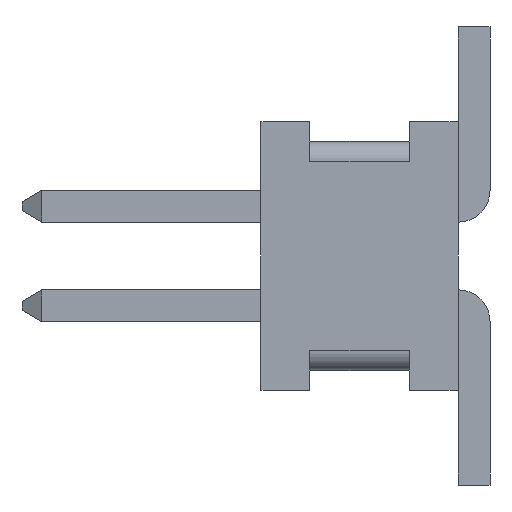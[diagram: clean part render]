
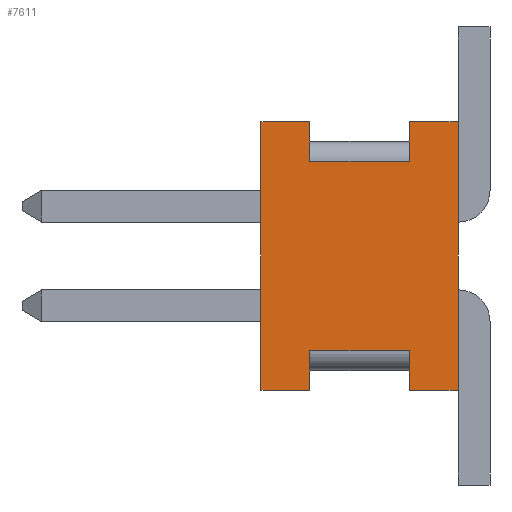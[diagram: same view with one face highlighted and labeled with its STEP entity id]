
A CAD part, left-side view. The second image highlights one B-rep face of the part: STEP entity #7611.
In plain terms, the highlighted planar face has unit normal (-1, 0, 0).
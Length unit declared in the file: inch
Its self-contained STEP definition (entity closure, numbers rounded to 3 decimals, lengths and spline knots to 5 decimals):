
#151 = CARTESIAN_POINT ( 'NONE',  ( -0.175, 0.0745, 0.0675 ) ) ;
#169 = EDGE_CURVE ( 'NONE', #8648, #5207, #6856, .T. ) ;
#230 = VERTEX_POINT ( 'NONE', #8152 ) ;
#301 = CARTESIAN_POINT ( 'NONE',  ( -0.175, 0.0745, -0.0675 ) ) ;
#983 = EDGE_CURVE ( 'NONE', #8648, #1889, #4992, .T. ) ;
#1053 = EDGE_CURVE ( 'NONE', #16849, #1960, #2906, .T. ) ;
#1161 = CARTESIAN_POINT ( 'NONE',  ( -0.175, 0.099, 0.0675 ) ) ;
#1411 = CARTESIAN_POINT ( 'NONE',  ( -0.175, 0.099, -0.0675 ) ) ;
#1628 = ORIENTED_EDGE ( 'NONE', *, *, #11132, .T. ) ;
#1889 = VERTEX_POINT ( 'NONE', #15412 ) ;
#1960 = VERTEX_POINT ( 'NONE', #14151 ) ;
#2034 = VECTOR ( 'NONE', #10510, 39.37008 ) ;
#2091 = CARTESIAN_POINT ( 'NONE',  ( -0.175, 0.0745, -0.0475 ) ) ;
#2275 = CARTESIAN_POINT ( 'NONE',  ( -0.175, 0., 0.0675 ) ) ;
#2906 = LINE ( 'NONE', #5914, #5816 ) ;
#3217 = DIRECTION ( 'NONE',  ( 0., 0., 1. ) ) ;
#3218 = VECTOR ( 'NONE', #8927, 39.37008 ) ;
#4093 = DIRECTION ( 'NONE',  ( 0., -1., 0. ) ) ;
#4190 = CARTESIAN_POINT ( 'NONE',  ( -0.175, 0.099, -0.0675 ) ) ;
#4252 = CARTESIAN_POINT ( 'NONE',  ( -0.175, 0.0245, 0.0475 ) ) ;
#4352 = CARTESIAN_POINT ( 'NONE',  ( -0.175, 0., 0.0675 ) ) ;
#4387 = VECTOR ( 'NONE', #5046, 39.37008 ) ;
#4436 = VERTEX_POINT ( 'NONE', #4352 ) ;
#4482 = CARTESIAN_POINT ( 'NONE',  ( -0.175, 0.0745, -0.0675 ) ) ;
#4524 = CARTESIAN_POINT ( 'NONE',  ( -0.175, 0.0245, 0.0675 ) ) ;
#4606 = CARTESIAN_POINT ( 'NONE',  ( -0.175, 0.0245, 0.0675 ) ) ;
#4612 = DIRECTION ( 'NONE',  ( 0., 0., -1. ) ) ;
#4617 = LINE ( 'NONE', #16309, #8234 ) ;
#4983 = LINE ( 'NONE', #10293, #4387 ) ;
#4992 = LINE ( 'NONE', #9383, #13250 ) ;
#5046 = DIRECTION ( 'NONE',  ( 0., -1., 0. ) ) ;
#5207 = VERTEX_POINT ( 'NONE', #301 ) ;
#5477 = ORIENTED_EDGE ( 'NONE', *, *, #12967, .F. ) ;
#5816 = VECTOR ( 'NONE', #8480, 39.37008 ) ;
#5914 = CARTESIAN_POINT ( 'NONE',  ( -0.175, 0.0245, -0.0675 ) ) ;
#6129 = VERTEX_POINT ( 'NONE', #4252 ) ;
#6368 = ORIENTED_EDGE ( 'NONE', *, *, #12318, .T. ) ;
#6856 = LINE ( 'NONE', #1411, #15354 ) ;
#6911 = EDGE_CURVE ( 'NONE', #16766, #4436, #13812, .T. ) ;
#7033 = ORIENTED_EDGE ( 'NONE', *, *, #1053, .T. ) ;
#7130 = VECTOR ( 'NONE', #13195, 39.37008 ) ;
#7147 = CARTESIAN_POINT ( 'NONE',  ( -0.175, 0.099, 0.0675 ) ) ;
#7408 = ORIENTED_EDGE ( 'NONE', *, *, #6911, .F. ) ;
#7611 = ADVANCED_FACE ( 'NONE', ( #13577 ), #14726, .F. ) ;
#8067 = CARTESIAN_POINT ( 'NONE',  ( -0.175, 0.099, 0.0675 ) ) ;
#8068 = VERTEX_POINT ( 'NONE', #151 ) ;
#8152 = CARTESIAN_POINT ( 'NONE',  ( -0.175, 0.0745, 0.0475 ) ) ;
#8234 = VECTOR ( 'NONE', #8525, 39.37008 ) ;
#8236 = VECTOR ( 'NONE', #16081, 39.37008 ) ;
#8395 = EDGE_LOOP ( 'NONE', ( #6368, #8865, #5477, #15832, #8561, #14436, #16725, #7033, #16215, #9749, #7408, #1628 ) ) ;
#8480 = DIRECTION ( 'NONE',  ( 0., 0., -1. ) ) ;
#8525 = DIRECTION ( 'NONE',  ( 0., 0., 1. ) ) ;
#8561 = ORIENTED_EDGE ( 'NONE', *, *, #169, .T. ) ;
#8648 = VERTEX_POINT ( 'NONE', #11001 ) ;
#8865 = ORIENTED_EDGE ( 'NONE', *, *, #9282, .T. ) ;
#8927 = DIRECTION ( 'NONE',  ( 0., 0., 1. ) ) ;
#8940 = LINE ( 'NONE', #15777, #2034 ) ;
#9282 = EDGE_CURVE ( 'NONE', #230, #8068, #4617, .T. ) ;
#9383 = CARTESIAN_POINT ( 'NONE',  ( -0.175, 0.099, 0.0675 ) ) ;
#9515 = EDGE_CURVE ( 'NONE', #16356, #16849, #4983, .T. ) ;
#9667 = DIRECTION ( 'NONE',  ( 1., 0., 0. ) ) ;
#9749 = ORIENTED_EDGE ( 'NONE', *, *, #14179, .T. ) ;
#9958 = DIRECTION ( 'NONE',  ( 0., 0., 1. ) ) ;
#10293 = CARTESIAN_POINT ( 'NONE',  ( -0.175, 0.099, -0.0475 ) ) ;
#10510 = DIRECTION ( 'NONE',  ( 0., 1., 0. ) ) ;
#10556 = LINE ( 'NONE', #4190, #7130 ) ;
#11001 = CARTESIAN_POINT ( 'NONE',  ( -0.175, 0.099, -0.0675 ) ) ;
#11132 = EDGE_CURVE ( 'NONE', #16766, #6129, #11264, .T. ) ;
#11154 = VECTOR ( 'NONE', #14441, 39.37008 ) ;
#11264 = LINE ( 'NONE', #4606, #8236 ) ;
#11683 = VECTOR ( 'NONE', #9958, 39.37008 ) ;
#12318 = EDGE_CURVE ( 'NONE', #6129, #230, #8940, .T. ) ;
#12329 = LINE ( 'NONE', #2275, #3218 ) ;
#12856 = DIRECTION ( 'NONE',  ( 0., -1., 0. ) ) ;
#12939 = CARTESIAN_POINT ( 'NONE',  ( -0.175, 0.0245, -0.0475 ) ) ;
#12967 = EDGE_CURVE ( 'NONE', #1889, #8068, #13556, .T. ) ;
#13195 = DIRECTION ( 'NONE',  ( 0., -1., 0. ) ) ;
#13250 = VECTOR ( 'NONE', #3217, 39.37008 ) ;
#13556 = LINE ( 'NONE', #8067, #11154 ) ;
#13577 = FACE_OUTER_BOUND ( 'NONE', #8395, .T. ) ;
#13708 = EDGE_CURVE ( 'NONE', #5207, #16356, #16778, .T. ) ;
#13812 = LINE ( 'NONE', #1161, #14414 ) ;
#14151 = CARTESIAN_POINT ( 'NONE',  ( -0.175, 0.0245, -0.0675 ) ) ;
#14179 = EDGE_CURVE ( 'NONE', #15592, #4436, #12329, .T. ) ;
#14414 = VECTOR ( 'NONE', #12856, 39.37008 ) ;
#14436 = ORIENTED_EDGE ( 'NONE', *, *, #13708, .T. ) ;
#14441 = DIRECTION ( 'NONE',  ( 0., -1., 0. ) ) ;
#14612 = CARTESIAN_POINT ( 'NONE',  ( -0.175, 0., -0.0675 ) ) ;
#14726 = PLANE ( 'NONE',  #15281 ) ;
#15281 = AXIS2_PLACEMENT_3D ( 'NONE', #7147, #9667, #4612 ) ;
#15354 = VECTOR ( 'NONE', #4093, 39.37008 ) ;
#15412 = CARTESIAN_POINT ( 'NONE',  ( -0.175, 0.099, 0.0675 ) ) ;
#15592 = VERTEX_POINT ( 'NONE', #14612 ) ;
#15777 = CARTESIAN_POINT ( 'NONE',  ( -0.175, 0.099, 0.0475 ) ) ;
#15832 = ORIENTED_EDGE ( 'NONE', *, *, #983, .F. ) ;
#16081 = DIRECTION ( 'NONE',  ( 0., 0., -1. ) ) ;
#16215 = ORIENTED_EDGE ( 'NONE', *, *, #16657, .T. ) ;
#16309 = CARTESIAN_POINT ( 'NONE',  ( -0.175, 0.0745, 0.0675 ) ) ;
#16356 = VERTEX_POINT ( 'NONE', #2091 ) ;
#16657 = EDGE_CURVE ( 'NONE', #1960, #15592, #10556, .T. ) ;
#16725 = ORIENTED_EDGE ( 'NONE', *, *, #9515, .T. ) ;
#16766 = VERTEX_POINT ( 'NONE', #4524 ) ;
#16778 = LINE ( 'NONE', #4482, #11683 ) ;
#16849 = VERTEX_POINT ( 'NONE', #12939 ) ;
